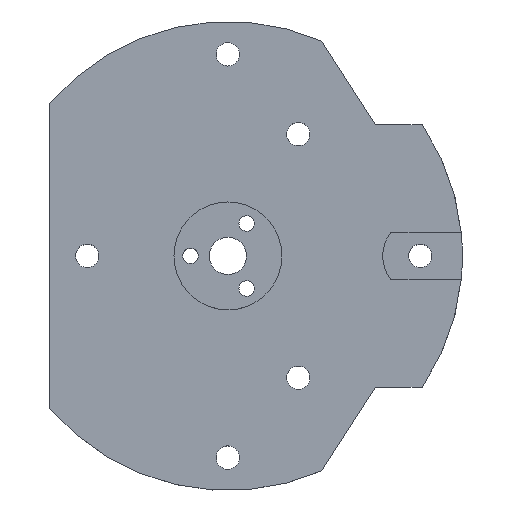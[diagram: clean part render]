
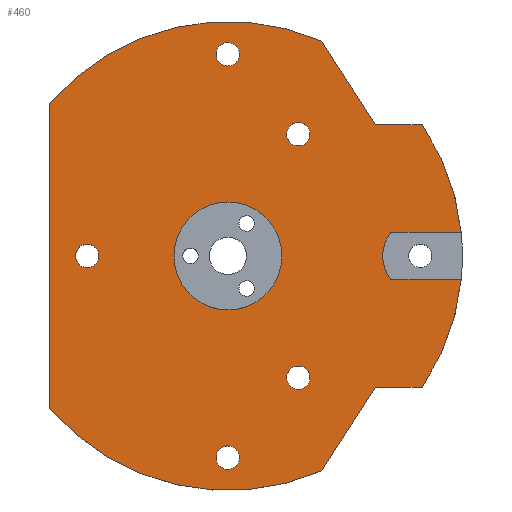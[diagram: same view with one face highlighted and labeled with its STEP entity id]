
A CAD part, top view. The second image highlights one B-rep face of the part: STEP entity #460.
In plain terms, the highlighted planar face has unit normal (0, 0, 1).
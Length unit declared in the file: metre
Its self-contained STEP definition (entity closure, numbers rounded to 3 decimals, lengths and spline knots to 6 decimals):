
#12=PLANE('',#505);
#29=LINE('',#737,#55);
#30=LINE('',#739,#56);
#31=LINE('',#743,#57);
#32=LINE('',#744,#58);
#33=LINE('',#746,#59);
#34=LINE('',#747,#60);
#35=LINE('',#751,#61);
#55=VECTOR('',#591,1.);
#56=VECTOR('',#592,1.);
#57=VECTOR('',#595,1.);
#58=VECTOR('',#596,1.);
#59=VECTOR('',#597,1.);
#60=VECTOR('',#598,1.);
#61=VECTOR('',#601,1.);
#87=ORIENTED_EDGE('',*,*,#203,.T.);
#88=ORIENTED_EDGE('',*,*,#204,.T.);
#89=ORIENTED_EDGE('',*,*,#205,.T.);
#90=ORIENTED_EDGE('',*,*,#206,.T.);
#91=ORIENTED_EDGE('',*,*,#207,.T.);
#92=ORIENTED_EDGE('',*,*,#208,.F.);
#93=ORIENTED_EDGE('',*,*,#191,.T.);
#94=ORIENTED_EDGE('',*,*,#209,.T.);
#95=ORIENTED_EDGE('',*,*,#210,.F.);
#96=ORIENTED_EDGE('',*,*,#211,.F.);
#97=ORIENTED_EDGE('',*,*,#195,.T.);
#98=ORIENTED_EDGE('',*,*,#212,.T.);
#99=ORIENTED_EDGE('',*,*,#213,.T.);
#100=ORIENTED_EDGE('',*,*,#202,.T.);
#101=ORIENTED_EDGE('',*,*,#214,.T.);
#102=ORIENTED_EDGE('',*,*,#215,.T.);
#103=ORIENTED_EDGE('',*,*,#216,.F.);
#104=ORIENTED_EDGE('',*,*,#217,.F.);
#191=EDGE_CURVE('',#249,#250,#295,.T.);
#195=EDGE_CURVE('',#254,#253,#297,.T.);
#202=EDGE_CURVE('',#258,#260,#300,.T.);
#203=EDGE_CURVE('',#261,#261,#301,.F.);
#204=EDGE_CURVE('',#262,#262,#302,.F.);
#205=EDGE_CURVE('',#263,#263,#303,.F.);
#206=EDGE_CURVE('',#264,#264,#304,.F.);
#207=EDGE_CURVE('',#265,#265,#305,.F.);
#208=EDGE_CURVE('',#249,#266,#29,.T.);
#209=EDGE_CURVE('',#250,#267,#30,.T.);
#210=EDGE_CURVE('',#268,#267,#306,.T.);
#211=EDGE_CURVE('',#254,#268,#31,.T.);
#212=EDGE_CURVE('',#253,#269,#32,.T.);
#213=EDGE_CURVE('',#269,#258,#33,.T.);
#214=EDGE_CURVE('',#260,#270,#34,.T.);
#215=EDGE_CURVE('',#270,#271,#307,.T.);
#216=EDGE_CURVE('',#266,#271,#35,.T.);
#217=EDGE_CURVE('',#272,#272,#308,.T.);
#249=VERTEX_POINT('',#702);
#250=VERTEX_POINT('',#703);
#253=VERTEX_POINT('',#709);
#254=VERTEX_POINT('',#711);
#258=VERTEX_POINT('',#720);
#260=VERTEX_POINT('',#724);
#261=VERTEX_POINT('',#728);
#262=VERTEX_POINT('',#730);
#263=VERTEX_POINT('',#732);
#264=VERTEX_POINT('',#734);
#265=VERTEX_POINT('',#736);
#266=VERTEX_POINT('',#738);
#267=VERTEX_POINT('',#740);
#268=VERTEX_POINT('',#742);
#269=VERTEX_POINT('',#745);
#270=VERTEX_POINT('',#748);
#271=VERTEX_POINT('',#750);
#272=VERTEX_POINT('',#753);
#295=CIRCLE('',#498,0.05);
#297=CIRCLE('',#500,0.05);
#300=CIRCLE('',#504,0.05);
#301=CIRCLE('',#506,0.0025);
#302=CIRCLE('',#507,0.0025);
#303=CIRCLE('',#508,0.0025);
#304=CIRCLE('',#509,0.0025);
#305=CIRCLE('',#510,0.0025);
#306=CIRCLE('',#511,0.008);
#307=CIRCLE('',#512,0.05);
#308=CIRCLE('',#513,0.0115);
#329=EDGE_LOOP('',(#87));
#330=EDGE_LOOP('',(#88));
#331=EDGE_LOOP('',(#89));
#332=EDGE_LOOP('',(#90));
#333=EDGE_LOOP('',(#91));
#334=EDGE_LOOP('',(#92,#93,#94,#95,#96,#97,#98,#99,#100,#101,#102,#103));
#335=EDGE_LOOP('',(#104));
#387=FACE_BOUND('',#329,.T.);
#388=FACE_BOUND('',#330,.T.);
#389=FACE_BOUND('',#331,.T.);
#390=FACE_BOUND('',#332,.T.);
#391=FACE_BOUND('',#333,.T.);
#392=FACE_BOUND('',#334,.T.);
#393=FACE_BOUND('',#335,.T.);
#460=ADVANCED_FACE('',(#387,#388,#389,#390,#391,#392,#393),#12,.T.);
#498=AXIS2_PLACEMENT_3D('',#701,#559,#560);
#500=AXIS2_PLACEMENT_3D('',#710,#565,#566);
#504=AXIS2_PLACEMENT_3D('',#725,#577,#578);
#505=AXIS2_PLACEMENT_3D('',#726,#579,#580);
#506=AXIS2_PLACEMENT_3D('',#727,#581,#582);
#507=AXIS2_PLACEMENT_3D('',#729,#583,#584);
#508=AXIS2_PLACEMENT_3D('',#731,#585,#586);
#509=AXIS2_PLACEMENT_3D('',#733,#587,#588);
#510=AXIS2_PLACEMENT_3D('',#735,#589,#590);
#511=AXIS2_PLACEMENT_3D('',#741,#593,#594);
#512=AXIS2_PLACEMENT_3D('',#749,#599,#600);
#513=AXIS2_PLACEMENT_3D('',#752,#602,#603);
#559=DIRECTION('',(0.,0.,1.));
#560=DIRECTION('',(1.,0.,0.));
#565=DIRECTION('',(0.,0.,1.));
#566=DIRECTION('',(1.,0.,0.));
#577=DIRECTION('',(0.,0.,1.));
#578=DIRECTION('',(1.,0.,0.));
#579=DIRECTION('',(0.,0.,1.));
#580=DIRECTION('',(1.,0.,0.));
#581=DIRECTION('',(0.,0.,1.));
#582=DIRECTION('',(1.,0.,0.));
#583=DIRECTION('',(0.,0.,1.));
#584=DIRECTION('',(1.,0.,0.));
#585=DIRECTION('',(0.,0.,1.));
#586=DIRECTION('',(1.,0.,0.));
#587=DIRECTION('',(0.,0.,1.));
#588=DIRECTION('',(1.,0.,0.));
#589=DIRECTION('',(0.,0.,1.));
#590=DIRECTION('',(1.,0.,0.));
#591=DIRECTION('',(-1.,0.,0.));
#592=DIRECTION('',(-1.,0.,0.));
#593=DIRECTION('',(0.,0.,1.));
#594=DIRECTION('',(1.,0.,0.));
#595=DIRECTION('',(-1.,0.,0.));
#596=DIRECTION('',(-1.,0.,0.));
#597=DIRECTION('',(-0.54,0.842,0.));
#598=DIRECTION('',(0.,-1.,0.));
#599=DIRECTION('',(0.,0.,1.));
#600=DIRECTION('',(1.,0.,0.));
#601=DIRECTION('',(-0.54,-0.842,0.));
#602=DIRECTION('',(0.,0.,1.));
#603=DIRECTION('',(1.,0.,0.));
#701=CARTESIAN_POINT('',(0.,0.,0.007));
#702=CARTESIAN_POINT('',(0.041425,-0.028,0.007));
#703=CARTESIAN_POINT('',(0.049749,-0.005,0.007));
#709=CARTESIAN_POINT('',(0.041425,0.028,0.007));
#710=CARTESIAN_POINT('',(0.,0.,0.007));
#711=CARTESIAN_POINT('',(0.049749,0.005,0.007));
#720=CARTESIAN_POINT('',(0.02,0.045826,0.007));
#724=CARTESIAN_POINT('',(-0.038,0.032496,0.007));
#725=CARTESIAN_POINT('',(0.,0.,0.007));
#726=CARTESIAN_POINT('',(0.006,0.,0.007));
#727=CARTESIAN_POINT('',(-0.03,0.,0.007));
#728=CARTESIAN_POINT('',(-0.0275,0.,0.007));
#729=CARTESIAN_POINT('',(0.,0.043,0.007));
#730=CARTESIAN_POINT('',(0.0025,0.043,0.007));
#731=CARTESIAN_POINT('',(0.015,0.025981,0.007));
#732=CARTESIAN_POINT('',(0.0175,0.025981,0.007));
#733=CARTESIAN_POINT('',(0.015,-0.025981,0.007));
#734=CARTESIAN_POINT('',(0.0175,-0.025981,0.007));
#735=CARTESIAN_POINT('',(0.,-0.043,0.007));
#736=CARTESIAN_POINT('',(0.0025,-0.043,0.007));
#737=CARTESIAN_POINT('',(0.036425,-0.028,0.007));
#738=CARTESIAN_POINT('',(0.031425,-0.028,0.007));
#739=CARTESIAN_POINT('',(0.042252,-0.005,0.007));
#740=CARTESIAN_POINT('',(0.034755,-0.005,0.007));
#741=CARTESIAN_POINT('',(0.041,0.,0.007));
#742=CARTESIAN_POINT('',(0.034755,0.005,0.007));
#743=CARTESIAN_POINT('',(0.042252,0.005,0.007));
#744=CARTESIAN_POINT('',(0.036425,0.028,0.007));
#745=CARTESIAN_POINT('',(0.031425,0.028,0.007));
#746=CARTESIAN_POINT('',(0.025712,0.036913,0.007));
#747=CARTESIAN_POINT('',(-0.038,0.,0.007));
#748=CARTESIAN_POINT('',(-0.038,-0.032496,0.007));
#749=CARTESIAN_POINT('',(0.,0.,0.007));
#750=CARTESIAN_POINT('',(0.02,-0.045826,0.007));
#751=CARTESIAN_POINT('',(0.025712,-0.036913,0.007));
#752=CARTESIAN_POINT('',(0.,0.,0.007));
#753=CARTESIAN_POINT('',(0.0115,0.,0.007));
